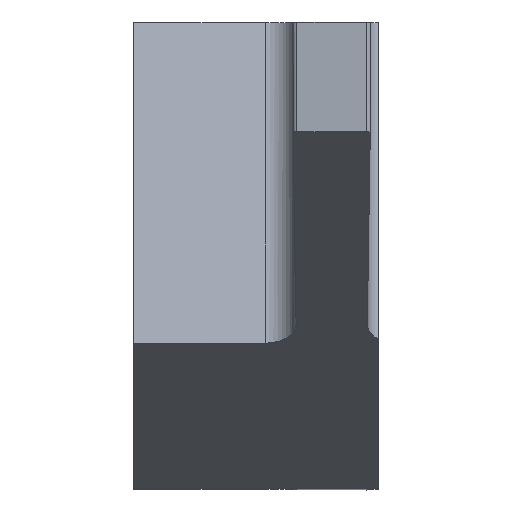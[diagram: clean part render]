
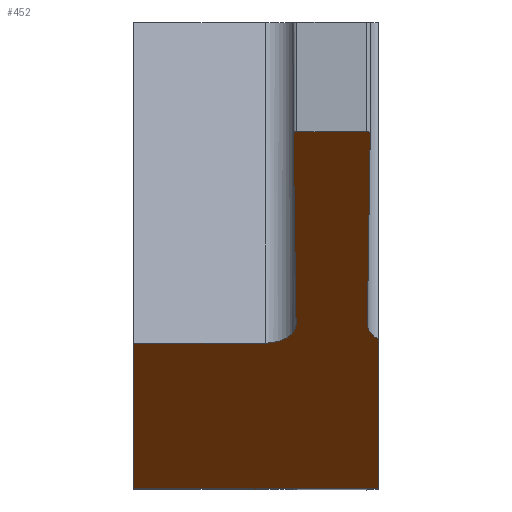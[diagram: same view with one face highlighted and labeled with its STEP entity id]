
A CAD part, top view. The second image highlights one B-rep face of the part: STEP entity #452.
In plain terms, the highlighted planar face has unit normal (0, -0.819, 0.574).
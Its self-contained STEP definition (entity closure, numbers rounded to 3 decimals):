
#1 = CARTESIAN_POINT ( 'NONE',  ( 3.007, -0.961, 3.857 ) ) ;
#5 =( BOUNDED_CURVE ( )  B_SPLINE_CURVE ( 3, ( #673, #74, #1, #482 ),
 .UNSPECIFIED., .F., .F. ) 
 B_SPLINE_CURVE_WITH_KNOTS ( ( 4, 4 ),
 ( 0.703, 1.58 ),
 .UNSPECIFIED. ) 
 CURVE ( )  GEOMETRIC_REPRESENTATION_ITEM ( )  RATIONAL_B_SPLINE_CURVE ( ( 1., 0.937, 0.937, 1. ) ) 
 REPRESENTATION_ITEM ( '' )  );
#14 = ORIENTED_EDGE ( 'NONE', *, *, #463, .T. ) ;
#19 = VERTEX_POINT ( 'NONE', #450 ) ;
#25 = VERTEX_POINT ( 'NONE', #28 ) ;
#28 = CARTESIAN_POINT ( 'NONE',  ( 3.046, 1.568, 7.469 ) ) ;
#38 = EDGE_CURVE ( 'NONE', #773, #209, #631, .T. ) ;
#40 = AXIS2_PLACEMENT_3D ( 'NONE', #523, #649, #168 ) ;
#48 = VECTOR ( 'NONE', #621, 1000. ) ;
#52 = CARTESIAN_POINT ( 'NONE',  ( 2.062, 1.581, 7.488 ) ) ;
#53 = EDGE_CURVE ( 'NONE', #650, #773, #63, .T. ) ;
#54 = CARTESIAN_POINT ( 'NONE',  ( 2.044, 2.187, 8.354 ) ) ;
#63 =( BOUNDED_CURVE ( )  B_SPLINE_CURVE ( 3, ( #685, #403, #752, #686 ),
 .UNSPECIFIED., .F., .F. ) 
 B_SPLINE_CURVE_WITH_KNOTS ( ( 4, 4 ),
 ( 4.703, 6.275 ),
 .UNSPECIFIED. ) 
 CURVE ( )  GEOMETRIC_REPRESENTATION_ITEM ( )  RATIONAL_B_SPLINE_CURVE ( ( 1., 0.805, 0.805, 1. ) ) 
 REPRESENTATION_ITEM ( '' )  );
#65 = CARTESIAN_POINT ( 'NONE',  ( 2.091, -0.886, 3.965 ) ) ;
#72 = VECTOR ( 'NONE', #461, 1000. ) ;
#74 = CARTESIAN_POINT ( 'NONE',  ( 3.058, -1.027, 3.763 ) ) ;
#76 = CARTESIAN_POINT ( 'NONE',  ( 3.15, 2.193, 8.362 ) ) ;
#77 = ORIENTED_EDGE ( 'NONE', *, *, #53, .T. ) ;
#91 = ORIENTED_EDGE ( 'NONE', *, *, #397, .T. ) ;
#92 = CARTESIAN_POINT ( 'NONE',  ( 3.15, 1.589, 7.5 ) ) ;
#98 = DIRECTION ( 'NONE',  ( 0.009, -0.574, -0.819 ) ) ;
#110 = LINE ( 'NONE', #356, #259 ) ;
#111 = LINE ( 'NONE', #217, #72 ) ;
#160 = ORIENTED_EDGE ( 'NONE', *, *, #199, .T. ) ;
#168 = DIRECTION ( 'NONE',  ( 0., 0.574, 0.819 ) ) ;
#178 = CARTESIAN_POINT ( 'NONE',  ( 3.021, 1.589, 7.5 ) ) ;
#186 = LINE ( 'NONE', #76, #391 ) ;
#196 = VECTOR ( 'NONE', #98, 1000. ) ;
#199 = EDGE_CURVE ( 'NONE', #543, #718, #703, .T. ) ;
#208 = CARTESIAN_POINT ( 'NONE',  ( 3.2, -1.121, 3.63 ) ) ;
#209 = VERTEX_POINT ( 'NONE', #646 ) ;
#212 = EDGE_CURVE ( 'NONE', #744, #25, #110, .T. ) ;
#217 = CARTESIAN_POINT ( 'NONE',  ( 0., 2.193, 8.362 ) ) ;
#259 = VECTOR ( 'NONE', #710, 1000. ) ;
#261 = CARTESIAN_POINT ( 'NONE',  ( 1.695, -1.128, 3.619 ) ) ;
#263 = EDGE_CURVE ( 'NONE', #19, #744, #5, .T. ) ;
#275 = ORIENTED_EDGE ( 'NONE', *, *, #749, .F. ) ;
#287 = CARTESIAN_POINT ( 'NONE',  ( 3.15, -3., 0.946 ) ) ;
#290 = CARTESIAN_POINT ( 'NONE',  ( 2.054, 1.568, 7.469 ) ) ;
#317 = CARTESIAN_POINT ( 'NONE',  ( 0., -3., 0.946 ) ) ;
#323 = VECTOR ( 'NONE', #753, 1000. ) ;
#344 = CARTESIAN_POINT ( 'NONE',  ( 2.1, 1.589, 7.5 ) ) ;
#347 = DIRECTION ( 'NONE',  ( 1., 0., 0. ) ) ;
#354 = EDGE_CURVE ( 'NONE', #19, #498, #186, .T. ) ;
#355 = CARTESIAN_POINT ( 'NONE',  ( 3.15, -3., 0.946 ) ) ;
#356 = CARTESIAN_POINT ( 'NONE',  ( 3.056, 2.193, 8.363 ) ) ;
#360 = VERTEX_POINT ( 'NONE', #317 ) ;
#361 = CARTESIAN_POINT ( 'NONE',  ( 2.079, 1.589, 7.5 ) ) ;
#381 = ORIENTED_EDGE ( 'NONE', *, *, #745, .F. ) ;
#391 = VECTOR ( 'NONE', #429, 1000. ) ;
#397 = EDGE_CURVE ( 'NONE', #209, #360, #111, .T. ) ;
#403 = CARTESIAN_POINT ( 'NONE',  ( 2.094, -1.027, 3.764 ) ) ;
#421 = CARTESIAN_POINT ( 'NONE',  ( 3.046, 1.568, 7.469 ) ) ;
#424 = CARTESIAN_POINT ( 'NONE',  ( 3., 1.589, 7.5 ) ) ;
#429 = DIRECTION ( 'NONE',  ( 0., -0.574, -0.819 ) ) ;
#437 = CARTESIAN_POINT ( 'NONE',  ( 3., 1.589, 7.5 ) ) ;
#439 = ORIENTED_EDGE ( 'NONE', *, *, #263, .T. ) ;
#448 = EDGE_LOOP ( 'NONE', ( #381, #160, #14, #77, #538, #91, #275, #769, #439, #684, #648 ) ) ;
#450 = CARTESIAN_POINT ( 'NONE',  ( 3.15, -1.074, 3.696 ) ) ;
#452 = ADVANCED_FACE ( 'NONE', ( #633 ), #653, .F. ) ;
#461 = DIRECTION ( 'NONE',  ( 0., -0.574, -0.819 ) ) ;
#463 = EDGE_CURVE ( 'NONE', #718, #650, #771, .T. ) ;
#473 = CARTESIAN_POINT ( 'NONE',  ( 2.1, 1.589, 7.5 ) ) ;
#479 = CARTESIAN_POINT ( 'NONE',  ( 3.038, 1.581, 7.488 ) ) ;
#482 = CARTESIAN_POINT ( 'NONE',  ( 3.009, -0.889, 3.961 ) ) ;
#497 = VECTOR ( 'NONE', #347, 1000. ) ;
#498 = VERTEX_POINT ( 'NONE', #355 ) ;
#509 = LINE ( 'NONE', #92, #497 ) ;
#523 = CARTESIAN_POINT ( 'NONE',  ( 3.15, 2.193, 8.362 ) ) ;
#538 = ORIENTED_EDGE ( 'NONE', *, *, #38, .T. ) ;
#541 = EDGE_CURVE ( 'NONE', #25, #612, #674, .T. ) ;
#543 = VERTEX_POINT ( 'NONE', #344 ) ;
#581 = LINE ( 'NONE', #287, #323 ) ;
#612 = VERTEX_POINT ( 'NONE', #437 ) ;
#616 = CARTESIAN_POINT ( 'NONE',  ( 2.054, 1.568, 7.469 ) ) ;
#621 = DIRECTION ( 'NONE',  ( -1., -0.005, -0.007 ) ) ;
#631 = LINE ( 'NONE', #208, #48 ) ;
#633 = FACE_OUTER_BOUND ( 'NONE', #448, .T. ) ;
#646 = CARTESIAN_POINT ( 'NONE',  ( 0., -1.137, 3.607 ) ) ;
#648 = ORIENTED_EDGE ( 'NONE', *, *, #541, .T. ) ;
#649 = DIRECTION ( 'NONE',  ( 0., 0.819, -0.574 ) ) ;
#650 = VERTEX_POINT ( 'NONE', #65 ) ;
#653 = PLANE ( 'NONE',  #40 ) ;
#673 = CARTESIAN_POINT ( 'NONE',  ( 3.15, -1.074, 3.696 ) ) ;
#674 =( BOUNDED_CURVE ( )  B_SPLINE_CURVE ( 3, ( #421, #479, #178, #424 ),
 .UNSPECIFIED., .F., .F. ) 
 B_SPLINE_CURVE_WITH_KNOTS ( ( 4, 4 ),
 ( 1.968, 3.142 ),
 .UNSPECIFIED. ) 
 CURVE ( )  GEOMETRIC_REPRESENTATION_ITEM ( )  RATIONAL_B_SPLINE_CURVE ( ( 1., 0.888, 0.888, 1. ) ) 
 REPRESENTATION_ITEM ( '' )  );
#684 = ORIENTED_EDGE ( 'NONE', *, *, #212, .T. ) ;
#685 = CARTESIAN_POINT ( 'NONE',  ( 2.091, -0.886, 3.965 ) ) ;
#686 = CARTESIAN_POINT ( 'NONE',  ( 1.695, -1.128, 3.619 ) ) ;
#700 = CARTESIAN_POINT ( 'NONE',  ( 3.009, -0.889, 3.961 ) ) ;
#703 =( BOUNDED_CURVE ( )  B_SPLINE_CURVE ( 3, ( #473, #361, #52, #290 ),
 .UNSPECIFIED., .F., .F. ) 
 B_SPLINE_CURVE_WITH_KNOTS ( ( 4, 4 ),
 ( 3.142, 4.315 ),
 .UNSPECIFIED. ) 
 CURVE ( )  GEOMETRIC_REPRESENTATION_ITEM ( )  RATIONAL_B_SPLINE_CURVE ( ( 1., 0.888, 0.888, 1. ) ) 
 REPRESENTATION_ITEM ( '' )  );
#710 = DIRECTION ( 'NONE',  ( 0.009, 0.574, 0.819 ) ) ;
#718 = VERTEX_POINT ( 'NONE', #616 ) ;
#744 = VERTEX_POINT ( 'NONE', #700 ) ;
#745 = EDGE_CURVE ( 'NONE', #543, #612, #509, .T. ) ;
#749 = EDGE_CURVE ( 'NONE', #498, #360, #581, .T. ) ;
#752 = CARTESIAN_POINT ( 'NONE',  ( 1.929, -1.127, 3.621 ) ) ;
#753 = DIRECTION ( 'NONE',  ( -1., 0., 0. ) ) ;
#769 = ORIENTED_EDGE ( 'NONE', *, *, #354, .F. ) ;
#771 = LINE ( 'NONE', #54, #196 ) ;
#773 = VERTEX_POINT ( 'NONE', #261 ) ;
